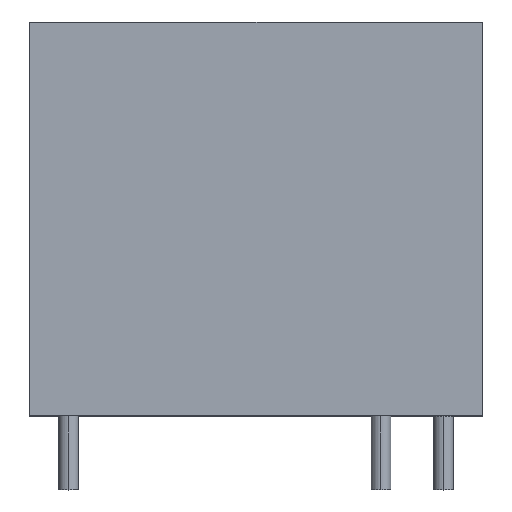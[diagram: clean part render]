
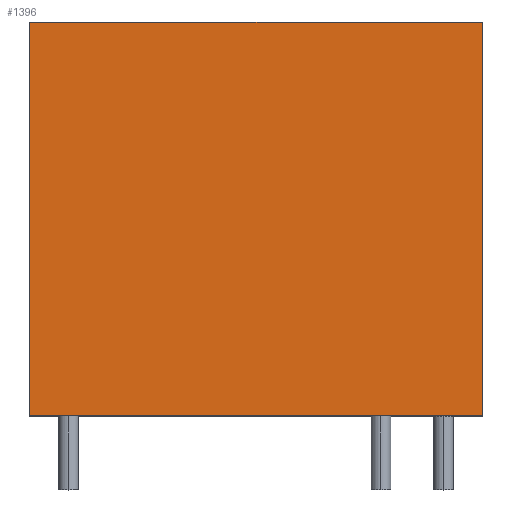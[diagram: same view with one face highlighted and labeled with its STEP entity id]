
A CAD part, top view. The second image highlights one B-rep face of the part: STEP entity #1396.
In plain terms, the highlighted planar face has unit normal (0, 0, 1).
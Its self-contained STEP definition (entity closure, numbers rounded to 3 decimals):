
#43 = CARTESIAN_POINT ( 'NONE',  ( 9.203, 16., 5.109 ) ) ;
#248 = CARTESIAN_POINT ( 'NONE',  ( -9.197, 0., 5.109 ) ) ;
#284 = VERTEX_POINT ( 'NONE', #1497 ) ;
#465 = EDGE_CURVE ( 'NONE', #284, #1058, #2254, .T. ) ;
#565 = EDGE_LOOP ( 'NONE', ( #1216, #3910, #937, #4964 ) ) ;
#937 = ORIENTED_EDGE ( 'NONE', *, *, #465, .F. ) ;
#982 = DIRECTION ( 'NONE',  ( 1., 0., 0. ) ) ;
#1004 = EDGE_CURVE ( 'NONE', #284, #2678, #3576, .T. ) ;
#1058 = VERTEX_POINT ( 'NONE', #4780 ) ;
#1130 = LINE ( 'NONE', #43, #4990 ) ;
#1216 = ORIENTED_EDGE ( 'NONE', *, *, #3632, .T. ) ;
#1343 = CARTESIAN_POINT ( 'NONE',  ( -9.197, 16., 5.109 ) ) ;
#1396 = ADVANCED_FACE ( 'NONE', ( #2513 ), #4123, .F. ) ;
#1441 = CARTESIAN_POINT ( 'NONE',  ( -9.197, 0., 5.109 ) ) ;
#1497 = CARTESIAN_POINT ( 'NONE',  ( -9.197, 16., 5.109 ) ) ;
#1924 = DIRECTION ( 'NONE',  ( 1., 0., 0. ) ) ;
#2089 = VERTEX_POINT ( 'NONE', #4310 ) ;
#2159 = LINE ( 'NONE', #1441, #4078 ) ;
#2254 = LINE ( 'NONE', #2708, #4769 ) ;
#2513 = FACE_OUTER_BOUND ( 'NONE', #565, .T. ) ;
#2534 = DIRECTION ( 'NONE',  ( -1., 0., 0. ) ) ;
#2678 = VERTEX_POINT ( 'NONE', #248 ) ;
#2708 = CARTESIAN_POINT ( 'NONE',  ( -9.197, 16., 5.109 ) ) ;
#3500 = DIRECTION ( 'NONE',  ( 0., -1., 0. ) ) ;
#3522 = CARTESIAN_POINT ( 'NONE',  ( -9.197, 16., 5.109 ) ) ;
#3576 = LINE ( 'NONE', #3522, #3875 ) ;
#3632 = EDGE_CURVE ( 'NONE', #2678, #2089, #2159, .T. ) ;
#3720 = DIRECTION ( 'NONE',  ( 0., 0., -1. ) ) ;
#3875 = VECTOR ( 'NONE', #3500, 1000. ) ;
#3910 = ORIENTED_EDGE ( 'NONE', *, *, #4127, .F. ) ;
#4078 = VECTOR ( 'NONE', #982, 1000. ) ;
#4123 = PLANE ( 'NONE',  #4267 ) ;
#4127 = EDGE_CURVE ( 'NONE', #1058, #2089, #1130, .T. ) ;
#4267 = AXIS2_PLACEMENT_3D ( 'NONE', #1343, #3720, #2534 ) ;
#4310 = CARTESIAN_POINT ( 'NONE',  ( 9.203, 0., 5.109 ) ) ;
#4769 = VECTOR ( 'NONE', #1924, 1000. ) ;
#4780 = CARTESIAN_POINT ( 'NONE',  ( 9.203, 16., 5.109 ) ) ;
#4791 = DIRECTION ( 'NONE',  ( 0., -1., 0. ) ) ;
#4964 = ORIENTED_EDGE ( 'NONE', *, *, #1004, .T. ) ;
#4990 = VECTOR ( 'NONE', #4791, 1000. ) ;
